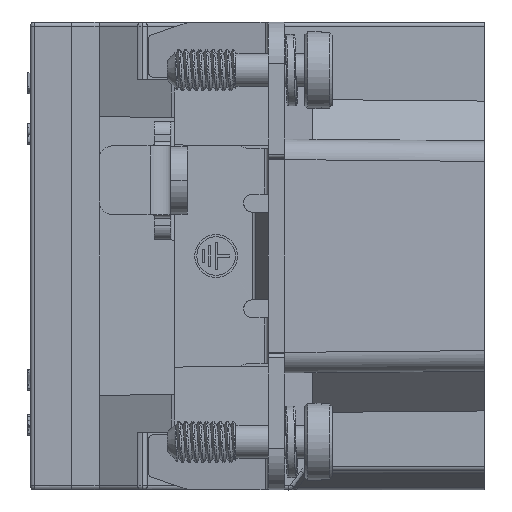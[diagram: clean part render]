
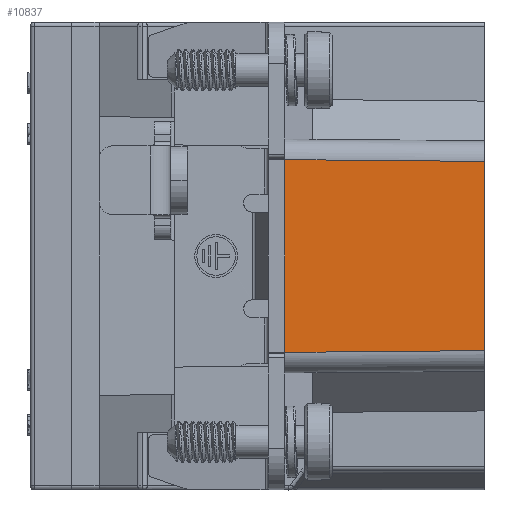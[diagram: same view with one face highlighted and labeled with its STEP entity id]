
A CAD part, left-side view. The second image highlights one B-rep face of the part: STEP entity #10837.
In plain terms, the highlighted planar face has unit normal (-1, -0.009, 0).
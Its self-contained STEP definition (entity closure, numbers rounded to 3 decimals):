
#5273=LINE('',#63326,#8076);
#5396=LINE('',#64137,#8199);
#5397=LINE('',#64139,#8200);
#5398=LINE('',#64141,#8201);
#8076=VECTOR('',#50857,1.);
#8199=VECTOR('',#51068,1.);
#8200=VECTOR('',#51071,1.);
#8201=VECTOR('',#51072,1.);
#10837=ADVANCED_FACE('',(#14382),#13251,.F.);
#13251=PLANE('',#46400);
#14382=FACE_OUTER_BOUND('',#16741,.T.);
#16741=EDGE_LOOP('',(#19997,#19998,#19999,#20000));
#19997=ORIENTED_EDGE('',*,*,#37912,.T.);
#19998=ORIENTED_EDGE('',*,*,#37913,.F.);
#19999=ORIENTED_EDGE('',*,*,#37703,.F.);
#20000=ORIENTED_EDGE('',*,*,#37911,.F.);
#33138=VERTEX_POINT('',#63325);
#33139=VERTEX_POINT('',#63327);
#33337=VERTEX_POINT('',#64136);
#33338=VERTEX_POINT('',#64140);
#37703=EDGE_CURVE('',#33138,#33139,#5273,.T.);
#37911=EDGE_CURVE('',#33337,#33138,#5396,.T.);
#37912=EDGE_CURVE('',#33337,#33338,#5397,.T.);
#37913=EDGE_CURVE('',#33139,#33338,#5398,.T.);
#46400=AXIS2_PLACEMENT_3D('',#64142,#51073,#51074);
#50857=DIRECTION('',(0.,0.,-1.));
#51068=DIRECTION('',(0.009,-1.,-0.009));
#51071=DIRECTION('',(0.,0.,-1.));
#51072=DIRECTION('',(-0.009,1.,-0.009));
#51073=DIRECTION('',(1.,0.009,0.));
#51074=DIRECTION('',(0.,0.,1.));
#63325=CARTESIAN_POINT('',(-31.773,0.,6.874));
#63326=CARTESIAN_POINT('',(-31.773,0.,6.874));
#63327=CARTESIAN_POINT('',(-31.773,0.,-6.874));
#64136=CARTESIAN_POINT('',(-31.9,14.5,7.));
#64137=CARTESIAN_POINT('',(-31.9,14.5,7.));
#64139=CARTESIAN_POINT('',(-31.9,14.5,7.));
#64140=CARTESIAN_POINT('',(-31.9,14.5,-7.));
#64141=CARTESIAN_POINT('',(-31.773,0.,-6.874));
#64142=CARTESIAN_POINT('',(-31.837,7.25,0.));
